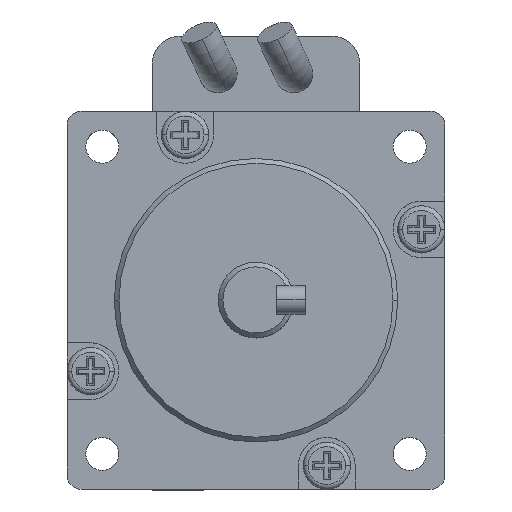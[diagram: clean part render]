
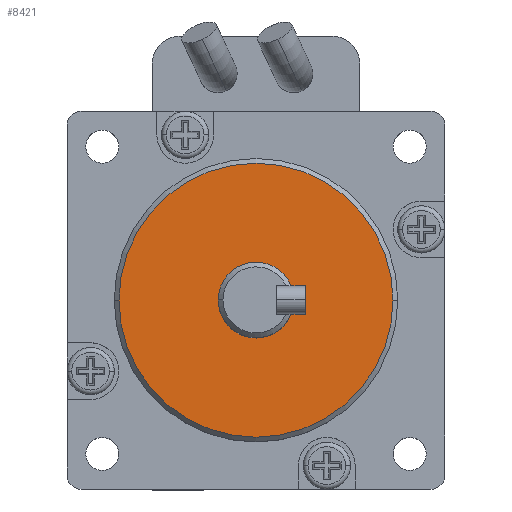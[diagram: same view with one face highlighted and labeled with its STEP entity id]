
A CAD part, top view. The second image highlights one B-rep face of the part: STEP entity #8421.
In plain terms, the highlighted face is planar.
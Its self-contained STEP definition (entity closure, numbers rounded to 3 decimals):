
#98 = CIRCLE ( 'NONE', #8817, 4. ) ;
#128 = CARTESIAN_POINT ( 'NONE',  ( -2.5, 4., 0. ) ) ;
#948 = DIRECTION ( 'NONE',  ( -1., 0., 0. ) ) ;
#1416 = AXIS2_PLACEMENT_3D ( 'NONE', #7541, #11160, #11219 ) ;
#1466 = EDGE_LOOP ( 'NONE', ( #11323, #7550 ) ) ;
#1473 = ORIENTED_EDGE ( 'NONE', *, *, #9561, .T. ) ;
#2248 = CIRCLE ( 'NONE', #3743, 14.5 ) ;
#2276 = DIRECTION ( 'NONE',  ( -1., 0., 0. ) ) ;
#2340 = VERTEX_POINT ( 'NONE', #3940 ) ;
#2540 = CIRCLE ( 'NONE', #1416, 4. ) ;
#2545 = DIRECTION ( 'NONE',  ( 0., 0., 1. ) ) ;
#2741 = EDGE_CURVE ( 'NONE', #7913, #10667, #98, .T. ) ;
#3465 = EDGE_CURVE ( 'NONE', #10667, #7913, #2540, .T. ) ;
#3515 = DIRECTION ( 'NONE',  ( 0., 0., -1. ) ) ;
#3743 = AXIS2_PLACEMENT_3D ( 'NONE', #5640, #2276, #4816 ) ;
#3782 = CARTESIAN_POINT ( 'NONE',  ( -2.5, 0., 0. ) ) ;
#3940 = CARTESIAN_POINT ( 'NONE',  ( -2.5, 0., -14.5 ) ) ;
#3968 = CARTESIAN_POINT ( 'NONE',  ( -2.5, 0., 4. ) ) ;
#4270 = DIRECTION ( 'NONE',  ( 1., 0., 0. ) ) ;
#4751 = EDGE_CURVE ( 'NONE', #9660, #2340, #2248, .T. ) ;
#4816 = DIRECTION ( 'NONE',  ( 0., 0., 1. ) ) ;
#5256 = PLANE ( 'NONE',  #5726 ) ;
#5395 = CARTESIAN_POINT ( 'NONE',  ( -2.5, 0., -4. ) ) ;
#5640 = CARTESIAN_POINT ( 'NONE',  ( -2.5, 0., 0. ) ) ;
#5726 = AXIS2_PLACEMENT_3D ( 'NONE', #128, #948, #2545 ) ;
#6161 = EDGE_LOOP ( 'NONE', ( #1473, #11489 ) ) ;
#6358 = DIRECTION ( 'NONE',  ( -1., 0., 0. ) ) ;
#7364 = DIRECTION ( 'NONE',  ( 0., 0., 1. ) ) ;
#7541 = CARTESIAN_POINT ( 'NONE',  ( -2.5, 0., 0. ) ) ;
#7550 = ORIENTED_EDGE ( 'NONE', *, *, #2741, .T. ) ;
#7665 = CARTESIAN_POINT ( 'NONE',  ( -2.5, 0., 14.5 ) ) ;
#7913 = VERTEX_POINT ( 'NONE', #3968 ) ;
#8421 = ADVANCED_FACE ( 'NONE', ( #10556, #11691 ), #5256, .T. ) ;
#8611 = CARTESIAN_POINT ( 'NONE',  ( -2.5, 0., 0. ) ) ;
#8817 = AXIS2_PLACEMENT_3D ( 'NONE', #8611, #4270, #3515 ) ;
#9561 = EDGE_CURVE ( 'NONE', #2340, #9660, #11433, .T. ) ;
#9660 = VERTEX_POINT ( 'NONE', #7665 ) ;
#10556 = FACE_OUTER_BOUND ( 'NONE', #6161, .T. ) ;
#10667 = VERTEX_POINT ( 'NONE', #5395 ) ;
#11048 = AXIS2_PLACEMENT_3D ( 'NONE', #3782, #6358, #7364 ) ;
#11160 = DIRECTION ( 'NONE',  ( 1., 0., 0. ) ) ;
#11219 = DIRECTION ( 'NONE',  ( 0., 0., -1. ) ) ;
#11323 = ORIENTED_EDGE ( 'NONE', *, *, #3465, .T. ) ;
#11433 = CIRCLE ( 'NONE', #11048, 14.5 ) ;
#11489 = ORIENTED_EDGE ( 'NONE', *, *, #4751, .T. ) ;
#11691 = FACE_BOUND ( 'NONE', #1466, .T. ) ;
